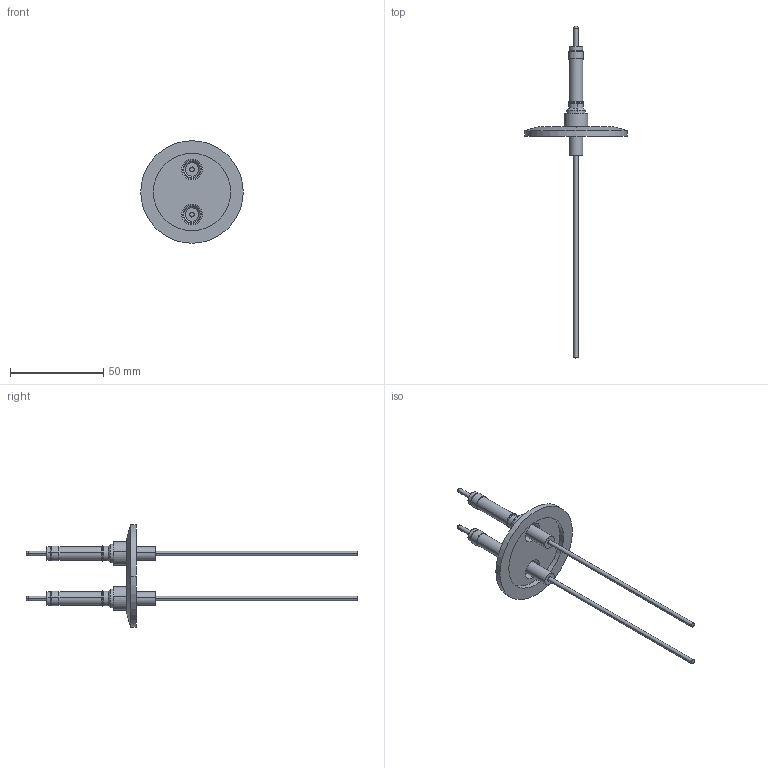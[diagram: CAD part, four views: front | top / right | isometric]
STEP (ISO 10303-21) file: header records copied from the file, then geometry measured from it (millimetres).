
FILE_DESCRIPTION (( 'STEP AP203' ), '1' );
FILE_NAME ('A5985-1-QF.STEP', '2013-06-18T11:07:09', ( '' ), ( '' ), 'SwSTEP 2.0', 'SolidWorks 2012', '' );
FILE_SCHEMA (( 'CONFIG_CONTROL_DESIGN' ));
Length unit declared in the file: inch
Products named in the file (1): A5985-1-QF
Bounding box: 54.89 x 177.8 x 54.89 mm (x, y, z)
Volume: 13038.9 mm3; surface area: 13783 mm2
Topology: 1 solids, 1 shells, 135 faces, 286 edges, 176 vertices
Faces by surface type: cylinder 64, cone 38, plane 25, torus 8
Entity records: 3751 total; most frequent: DIRECTION 742, CARTESIAN_POINT 598, ORIENTED_EDGE 572, AXIS2_PLACEMENT_3D 320, EDGE_CURVE 286, CIRCLE 184, VERTEX_POINT 176, EDGE_LOOP 158
